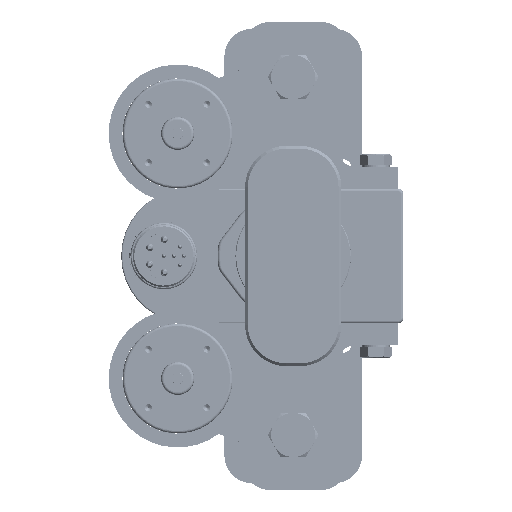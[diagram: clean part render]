
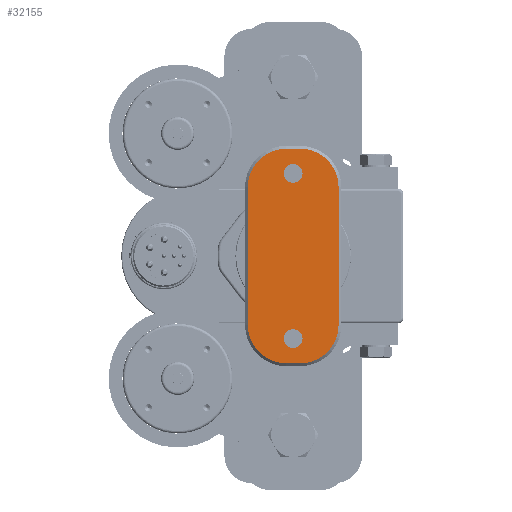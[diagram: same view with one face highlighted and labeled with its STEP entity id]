
A CAD part, left-side view. The second image highlights one B-rep face of the part: STEP entity #32155.
In plain terms, the highlighted face is planar.
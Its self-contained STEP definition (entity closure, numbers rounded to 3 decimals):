
#541 = CARTESIAN_POINT ( 'NONE',  ( 25., -16.5, 15. ) ) ;
#705 = CARTESIAN_POINT ( 'NONE',  ( -25., 16.5, 15. ) ) ;
#1267 = CARTESIAN_POINT ( 'NONE',  ( -39., 0., 15. ) ) ;
#1528 = CIRCLE ( 'NONE', #16127, 14. ) ;
#1715 = EDGE_CURVE ( 'NONE', #59082, #59248, #33692, .T. ) ;
#1849 = EDGE_CURVE ( 'NONE', #5326, #5326, #37755, .T. ) ;
#2557 = CARTESIAN_POINT ( 'NONE',  ( 39., 0., 15. ) ) ;
#3506 = EDGE_LOOP ( 'NONE', ( #59935 ) ) ;
#3508 = LINE ( 'NONE', #22459, #58710 ) ;
#4898 = CARTESIAN_POINT ( 'NONE',  ( -39., 2.5, 15. ) ) ;
#5093 = DIRECTION ( 'NONE',  ( 1., 0., 0. ) ) ;
#5326 = VERTEX_POINT ( 'NONE', #19406 ) ;
#5772 = VERTEX_POINT ( 'NONE', #22780 ) ;
#6070 = DIRECTION ( 'NONE',  ( 0., 0., 1. ) ) ;
#6937 = CIRCLE ( 'NONE', #17701, 3.4 ) ;
#7375 = LINE ( 'NONE', #2557, #7484 ) ;
#7484 = VECTOR ( 'NONE', #54044, 1000. ) ;
#8308 = DIRECTION ( 'NONE',  ( 1., 0., 0. ) ) ;
#8549 = DIRECTION ( 'NONE',  ( 1., 0., 0. ) ) ;
#9113 = AXIS2_PLACEMENT_3D ( 'NONE', #14639, #6070, #52123 ) ;
#9394 = EDGE_CURVE ( 'NONE', #59248, #24310, #25752, .T. ) ;
#10575 = DIRECTION ( 'NONE',  ( 0., 0., 1. ) ) ;
#11694 = EDGE_LOOP ( 'NONE', ( #44494, #57400, #41374, #50708, #55193, #35276, #33600, #34170 ) ) ;
#12539 = EDGE_CURVE ( 'NONE', #5772, #16082, #3508, .T. ) ;
#12628 = CARTESIAN_POINT ( 'NONE',  ( -30., 0., 15. ) ) ;
#13457 = VECTOR ( 'NONE', #21125, 1000. ) ;
#13470 = CARTESIAN_POINT ( 'NONE',  ( 0., 0., 15. ) ) ;
#13734 = CARTESIAN_POINT ( 'NONE',  ( 30., 0., 15. ) ) ;
#14639 = CARTESIAN_POINT ( 'NONE',  ( -25., -2.5, 15. ) ) ;
#15163 = DIRECTION ( 'NONE',  ( 0., 0., 1. ) ) ;
#15412 = AXIS2_PLACEMENT_3D ( 'NONE', #33067, #10575, #56063 ) ;
#16082 = VERTEX_POINT ( 'NONE', #541 ) ;
#16127 = AXIS2_PLACEMENT_3D ( 'NONE', #23508, #15163, #5093 ) ;
#16252 = FACE_OUTER_BOUND ( 'NONE', #11694, .T. ) ;
#17701 = AXIS2_PLACEMENT_3D ( 'NONE', #12628, #21267, #31431 ) ;
#18630 = EDGE_CURVE ( 'NONE', #31956, #26243, #7375, .T. ) ;
#18672 = FACE_BOUND ( 'NONE', #45396, .T. ) ;
#19406 = CARTESIAN_POINT ( 'NONE',  ( 33.4, 0., 15. ) ) ;
#21125 = DIRECTION ( 'NONE',  ( 0., -1., 0. ) ) ;
#21267 = DIRECTION ( 'NONE',  ( 0., 0., 1. ) ) ;
#22358 = DIRECTION ( 'NONE',  ( 0., 0., 1. ) ) ;
#22459 = CARTESIAN_POINT ( 'NONE',  ( 25., -16.5, 15. ) ) ;
#22780 = CARTESIAN_POINT ( 'NONE',  ( -25., -16.5, 15. ) ) ;
#23363 = LINE ( 'NONE', #705, #57793 ) ;
#23388 = ORIENTED_EDGE ( 'NONE', *, *, #35900, .F. ) ;
#23508 = CARTESIAN_POINT ( 'NONE',  ( 25., -2.5, 15. ) ) ;
#23890 = VERTEX_POINT ( 'NONE', #38055 ) ;
#24310 = VERTEX_POINT ( 'NONE', #58259 ) ;
#25191 = DIRECTION ( 'NONE',  ( 1., 0., 0. ) ) ;
#25752 = LINE ( 'NONE', #1267, #13457 ) ;
#26243 = VERTEX_POINT ( 'NONE', #58611 ) ;
#28607 = CARTESIAN_POINT ( 'NONE',  ( -25., 2.5, 15. ) ) ;
#28619 = DIRECTION ( 'NONE',  ( -1., 0., 0. ) ) ;
#30293 = EDGE_CURVE ( 'NONE', #16082, #31956, #1528, .T. ) ;
#31431 = DIRECTION ( 'NONE',  ( 1., 0., 0. ) ) ;
#31956 = VERTEX_POINT ( 'NONE', #37588 ) ;
#32155 = ADVANCED_FACE ( 'NONE', ( #16252, #35086, #18672 ), #32251, .T. ) ;
#32251 = PLANE ( 'NONE',  #59559 ) ;
#32527 = CARTESIAN_POINT ( 'NONE',  ( -25., 16.5, 15. ) ) ;
#33067 = CARTESIAN_POINT ( 'NONE',  ( 25., 2.5, 15. ) ) ;
#33600 = ORIENTED_EDGE ( 'NONE', *, *, #12539, .T. ) ;
#33692 = CIRCLE ( 'NONE', #46418, 14. ) ;
#34108 = CIRCLE ( 'NONE', #15412, 14. ) ;
#34170 = ORIENTED_EDGE ( 'NONE', *, *, #30293, .T. ) ;
#35086 = FACE_BOUND ( 'NONE', #3506, .T. ) ;
#35276 = ORIENTED_EDGE ( 'NONE', *, *, #54790, .T. ) ;
#35702 = CIRCLE ( 'NONE', #9113, 14. ) ;
#35900 = EDGE_CURVE ( 'NONE', #23890, #23890, #6937, .T. ) ;
#37379 = CARTESIAN_POINT ( 'NONE',  ( 25., 16.5, 15. ) ) ;
#37509 = DIRECTION ( 'NONE',  ( 0., 0., 1. ) ) ;
#37588 = CARTESIAN_POINT ( 'NONE',  ( 39., -2.5, 15. ) ) ;
#37755 = CIRCLE ( 'NONE', #49411, 3.4 ) ;
#38055 = CARTESIAN_POINT ( 'NONE',  ( -26.6, 0., 15. ) ) ;
#38243 = VERTEX_POINT ( 'NONE', #37379 ) ;
#41164 = DIRECTION ( 'NONE',  ( 1., 0., 0. ) ) ;
#41374 = ORIENTED_EDGE ( 'NONE', *, *, #58295, .T. ) ;
#43654 = DIRECTION ( 'NONE',  ( 0., 0., 1. ) ) ;
#44494 = ORIENTED_EDGE ( 'NONE', *, *, #18630, .T. ) ;
#45396 = EDGE_LOOP ( 'NONE', ( #23388 ) ) ;
#46418 = AXIS2_PLACEMENT_3D ( 'NONE', #28607, #43654, #25191 ) ;
#49411 = AXIS2_PLACEMENT_3D ( 'NONE', #13734, #22358, #41164 ) ;
#50708 = ORIENTED_EDGE ( 'NONE', *, *, #1715, .T. ) ;
#52123 = DIRECTION ( 'NONE',  ( 1., 0., 0. ) ) ;
#53661 = EDGE_CURVE ( 'NONE', #26243, #38243, #34108, .T. ) ;
#54044 = DIRECTION ( 'NONE',  ( 0., 1., 0. ) ) ;
#54790 = EDGE_CURVE ( 'NONE', #24310, #5772, #35702, .T. ) ;
#55193 = ORIENTED_EDGE ( 'NONE', *, *, #9394, .T. ) ;
#56063 = DIRECTION ( 'NONE',  ( 1., 0., 0. ) ) ;
#57400 = ORIENTED_EDGE ( 'NONE', *, *, #53661, .T. ) ;
#57793 = VECTOR ( 'NONE', #28619, 1000. ) ;
#58259 = CARTESIAN_POINT ( 'NONE',  ( -39., -2.5, 15. ) ) ;
#58295 = EDGE_CURVE ( 'NONE', #38243, #59082, #23363, .T. ) ;
#58611 = CARTESIAN_POINT ( 'NONE',  ( 39., 2.5, 15. ) ) ;
#58710 = VECTOR ( 'NONE', #8308, 1000. ) ;
#59082 = VERTEX_POINT ( 'NONE', #32527 ) ;
#59248 = VERTEX_POINT ( 'NONE', #4898 ) ;
#59559 = AXIS2_PLACEMENT_3D ( 'NONE', #13470, #37509, #8549 ) ;
#59935 = ORIENTED_EDGE ( 'NONE', *, *, #1849, .F. ) ;
